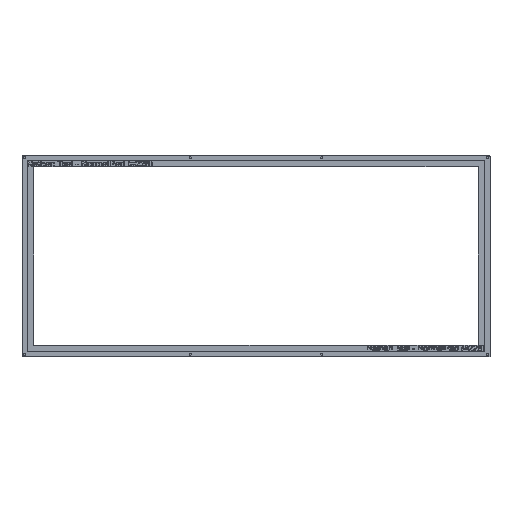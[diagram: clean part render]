
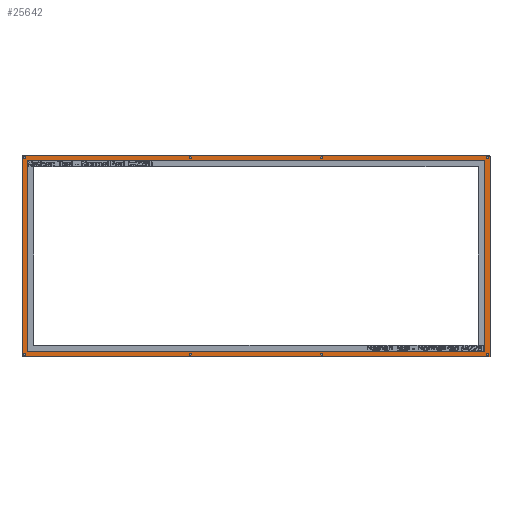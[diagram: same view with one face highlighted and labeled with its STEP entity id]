
A CAD part, top view. The second image highlights one B-rep face of the part: STEP entity #25642.
In plain terms, the highlighted planar face has unit normal (0, 0, 1).
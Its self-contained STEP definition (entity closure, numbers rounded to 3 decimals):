
#18=CIRCLE('',#26251,1.);
#19=CIRCLE('',#26254,1.);
#28=CIRCLE('',#26278,0.812);
#29=CIRCLE('',#26280,0.812);
#30=CIRCLE('',#26282,0.812);
#31=CIRCLE('',#26284,0.812);
#32=CIRCLE('',#26286,0.812);
#33=CIRCLE('',#26288,0.812);
#34=CIRCLE('',#26290,0.812);
#35=CIRCLE('',#26292,0.812);
#156=FACE_BOUND('',#5309,.T.);
#157=FACE_BOUND('',#5310,.T.);
#158=FACE_BOUND('',#5311,.T.);
#159=FACE_BOUND('',#5312,.T.);
#160=FACE_BOUND('',#5313,.T.);
#161=FACE_BOUND('',#5314,.T.);
#162=FACE_BOUND('',#5315,.T.);
#163=FACE_BOUND('',#5316,.T.);
#164=FACE_BOUND('',#5317,.T.);
#3820=FACE_OUTER_BOUND('',#5308,.T.);
#5308=EDGE_LOOP('',(#23631,#23632,#23633,#23634,#23635,#23636));
#5309=EDGE_LOOP('',(#23637));
#5310=EDGE_LOOP('',(#23638));
#5311=EDGE_LOOP('',(#23639));
#5312=EDGE_LOOP('',(#23640));
#5313=EDGE_LOOP('',(#23641));
#5314=EDGE_LOOP('',(#23642));
#5315=EDGE_LOOP('',(#23643));
#5316=EDGE_LOOP('',(#23644));
#5317=EDGE_LOOP('',(#23645,#23646,#23647,#23648));
#7533=LINE('',#50305,#9770);
#7544=LINE('',#50367,#9781);
#7547=LINE('',#50372,#9784);
#7549=LINE('',#50376,#9786);
#7550=LINE('',#50381,#9787);
#7552=LINE('',#50385,#9789);
#7553=LINE('',#50387,#9790);
#7554=LINE('',#50389,#9791);
#9770=VECTOR('',#29729,10.);
#9781=VECTOR('',#29806,10.);
#9784=VECTOR('',#29811,10.);
#9786=VECTOR('',#29815,10.);
#9787=VECTOR('',#29824,10.);
#9789=VECTOR('',#29828,10.);
#9790=VECTOR('',#29831,10.);
#9791=VECTOR('',#29834,10.);
#12277=VERTEX_POINT('',#50272);
#12278=VERTEX_POINT('',#50274);
#12281=VERTEX_POINT('',#50281);
#12282=VERTEX_POINT('',#50283);
#12287=VERTEX_POINT('',#50304);
#12296=VERTEX_POINT('',#50332);
#12297=VERTEX_POINT('',#50336);
#12298=VERTEX_POINT('',#50340);
#12299=VERTEX_POINT('',#50344);
#12300=VERTEX_POINT('',#50348);
#12301=VERTEX_POINT('',#50352);
#12302=VERTEX_POINT('',#50356);
#12303=VERTEX_POINT('',#50360);
#12304=VERTEX_POINT('',#50364);
#12305=VERTEX_POINT('',#50366);
#12306=VERTEX_POINT('',#50370);
#12307=VERTEX_POINT('',#50374);
#12308=VERTEX_POINT('',#50383);
#16035=EDGE_CURVE('',#12277,#12278,#18,.T.);
#16039=EDGE_CURVE('',#12281,#12282,#19,.T.);
#16051=EDGE_CURVE('',#12287,#12282,#7533,.T.);
#16062=EDGE_CURVE('',#12296,#12296,#28,.F.);
#16064=EDGE_CURVE('',#12297,#12297,#29,.F.);
#16066=EDGE_CURVE('',#12298,#12298,#30,.F.);
#16068=EDGE_CURVE('',#12299,#12299,#31,.F.);
#16070=EDGE_CURVE('',#12300,#12300,#32,.F.);
#16072=EDGE_CURVE('',#12301,#12301,#33,.F.);
#16074=EDGE_CURVE('',#12302,#12302,#34,.F.);
#16076=EDGE_CURVE('',#12303,#12303,#35,.F.);
#16078=EDGE_CURVE('',#12304,#12305,#7544,.T.);
#16081=EDGE_CURVE('',#12306,#12304,#7547,.T.);
#16083=EDGE_CURVE('',#12307,#12306,#7549,.T.);
#16084=EDGE_CURVE('',#12305,#12307,#7550,.T.);
#16086=EDGE_CURVE('',#12281,#12308,#7552,.T.);
#16087=EDGE_CURVE('',#12278,#12308,#7553,.T.);
#16088=EDGE_CURVE('',#12277,#12287,#7554,.T.);
#23631=ORIENTED_EDGE('',*,*,#16035,.F.);
#23632=ORIENTED_EDGE('',*,*,#16088,.T.);
#23633=ORIENTED_EDGE('',*,*,#16051,.T.);
#23634=ORIENTED_EDGE('',*,*,#16039,.F.);
#23635=ORIENTED_EDGE('',*,*,#16086,.T.);
#23636=ORIENTED_EDGE('',*,*,#16087,.F.);
#23637=ORIENTED_EDGE('',*,*,#16062,.T.);
#23638=ORIENTED_EDGE('',*,*,#16064,.T.);
#23639=ORIENTED_EDGE('',*,*,#16066,.T.);
#23640=ORIENTED_EDGE('',*,*,#16068,.T.);
#23641=ORIENTED_EDGE('',*,*,#16070,.T.);
#23642=ORIENTED_EDGE('',*,*,#16072,.T.);
#23643=ORIENTED_EDGE('',*,*,#16074,.T.);
#23644=ORIENTED_EDGE('',*,*,#16076,.T.);
#23645=ORIENTED_EDGE('',*,*,#16081,.F.);
#23646=ORIENTED_EDGE('',*,*,#16083,.F.);
#23647=ORIENTED_EDGE('',*,*,#16084,.F.);
#23648=ORIENTED_EDGE('',*,*,#16078,.F.);
#24262=PLANE('',#26303);
#25642=ADVANCED_FACE('',(#3820,#156,#157,#158,#159,#160,#161,#162,#163,
#164),#24262,.F.);
#26251=AXIS2_PLACEMENT_3D('',#50275,#29698,#29699);
#26254=AXIS2_PLACEMENT_3D('',#50284,#29706,#29707);
#26278=AXIS2_PLACEMENT_3D('',#50334,#29766,#29767);
#26280=AXIS2_PLACEMENT_3D('',#50338,#29771,#29772);
#26282=AXIS2_PLACEMENT_3D('',#50342,#29776,#29777);
#26284=AXIS2_PLACEMENT_3D('',#50346,#29781,#29782);
#26286=AXIS2_PLACEMENT_3D('',#50350,#29786,#29787);
#26288=AXIS2_PLACEMENT_3D('',#50354,#29791,#29792);
#26290=AXIS2_PLACEMENT_3D('',#50358,#29796,#29797);
#26292=AXIS2_PLACEMENT_3D('',#50362,#29801,#29802);
#26303=AXIS2_PLACEMENT_3D('',#50390,#29835,#29836);
#29698=DIRECTION('center_axis',(0.,0.,-1.));
#29699=DIRECTION('ref_axis',(-0.707,-0.707,0.));
#29706=DIRECTION('center_axis',(0.,0.,-1.));
#29707=DIRECTION('ref_axis',(0.707,0.707,0.));
#29729=DIRECTION('',(0.,1.,0.));
#29766=DIRECTION('center_axis',(0.,0.,1.));
#29767=DIRECTION('ref_axis',(-1.,0.,0.));
#29771=DIRECTION('center_axis',(0.,0.,1.));
#29772=DIRECTION('ref_axis',(-1.,0.,0.));
#29776=DIRECTION('center_axis',(0.,0.,1.));
#29777=DIRECTION('ref_axis',(-1.,0.,0.));
#29781=DIRECTION('center_axis',(0.,0.,1.));
#29782=DIRECTION('ref_axis',(-1.,0.,0.));
#29786=DIRECTION('center_axis',(0.,0.,1.));
#29787=DIRECTION('ref_axis',(-1.,0.,0.));
#29791=DIRECTION('center_axis',(0.,0.,1.));
#29792=DIRECTION('ref_axis',(-1.,0.,0.));
#29796=DIRECTION('center_axis',(0.,0.,1.));
#29797=DIRECTION('ref_axis',(-1.,0.,0.));
#29801=DIRECTION('center_axis',(0.,0.,1.));
#29802=DIRECTION('ref_axis',(-1.,0.,0.));
#29806=DIRECTION('',(0.,-1.,0.));
#29811=DIRECTION('',(-1.,0.,0.));
#29815=DIRECTION('',(0.,1.,0.));
#29824=DIRECTION('',(1.,0.,0.));
#29828=DIRECTION('',(-1.,0.,0.));
#29831=DIRECTION('',(0.,1.,0.));
#29834=DIRECTION('',(1.,0.,0.));
#29835=DIRECTION('center_axis',(0.,0.,-1.));
#29836=DIRECTION('ref_axis',(-1.,0.,0.));
#50272=CARTESIAN_POINT('',(-15.619,-141.77,-23.5));
#50274=CARTESIAN_POINT('',(-16.619,-140.77,-23.5));
#50275=CARTESIAN_POINT('Origin',(-15.619,-140.77,-23.5));
#50281=CARTESIAN_POINT('',(337.712,11.58,-23.5));
#50283=CARTESIAN_POINT('',(338.712,10.58,-23.5));
#50284=CARTESIAN_POINT('Origin',(337.712,10.58,-23.5));
#50304=CARTESIAN_POINT('',(338.712,-141.77,-23.5));
#50305=CARTESIAN_POINT('',(338.712,7.58,-23.5));
#50332=CARTESIAN_POINT('',(211.858,-139.77,-23.5));
#50334=CARTESIAN_POINT('Origin',(211.047,-139.77,-23.5));
#50336=CARTESIAN_POINT('',(211.858,9.58,-23.5));
#50338=CARTESIAN_POINT('Origin',(211.047,9.58,-23.5));
#50340=CARTESIAN_POINT('',(111.858,-139.77,-23.5));
#50342=CARTESIAN_POINT('Origin',(111.047,-139.77,-23.5));
#50344=CARTESIAN_POINT('',(111.858,9.58,-23.5));
#50346=CARTESIAN_POINT('Origin',(111.047,9.58,-23.5));
#50348=CARTESIAN_POINT('',(-13.807,9.58,-23.5));
#50350=CARTESIAN_POINT('Origin',(-14.619,9.58,-23.5));
#50352=CARTESIAN_POINT('',(337.524,9.58,-23.5));
#50354=CARTESIAN_POINT('Origin',(336.712,9.58,-23.5));
#50356=CARTESIAN_POINT('',(-13.807,-139.77,-23.5));
#50358=CARTESIAN_POINT('Origin',(-14.619,-139.77,-23.5));
#50360=CARTESIAN_POINT('',(337.524,-139.77,-23.5));
#50362=CARTESIAN_POINT('Origin',(336.712,-139.77,-23.5));
#50364=CARTESIAN_POINT('',(-12.619,7.58,-23.5));
#50366=CARTESIAN_POINT('',(-12.619,-137.77,-23.5));
#50367=CARTESIAN_POINT('',(-12.619,7.58,-23.5));
#50370=CARTESIAN_POINT('',(334.712,7.58,-23.5));
#50372=CARTESIAN_POINT('',(-16.619,7.58,-23.5));
#50374=CARTESIAN_POINT('',(334.712,-137.77,-23.5));
#50376=CARTESIAN_POINT('',(334.712,7.58,-23.5));
#50381=CARTESIAN_POINT('',(334.712,-137.77,-23.5));
#50383=CARTESIAN_POINT('',(-16.619,11.58,-23.5));
#50385=CARTESIAN_POINT('',(338.712,11.58,-23.5));
#50387=CARTESIAN_POINT('',(-16.619,-141.77,-23.5));
#50389=CARTESIAN_POINT('',(334.712,-141.77,-23.5));
#50390=CARTESIAN_POINT('Origin',(161.047,-65.095,-23.5));
